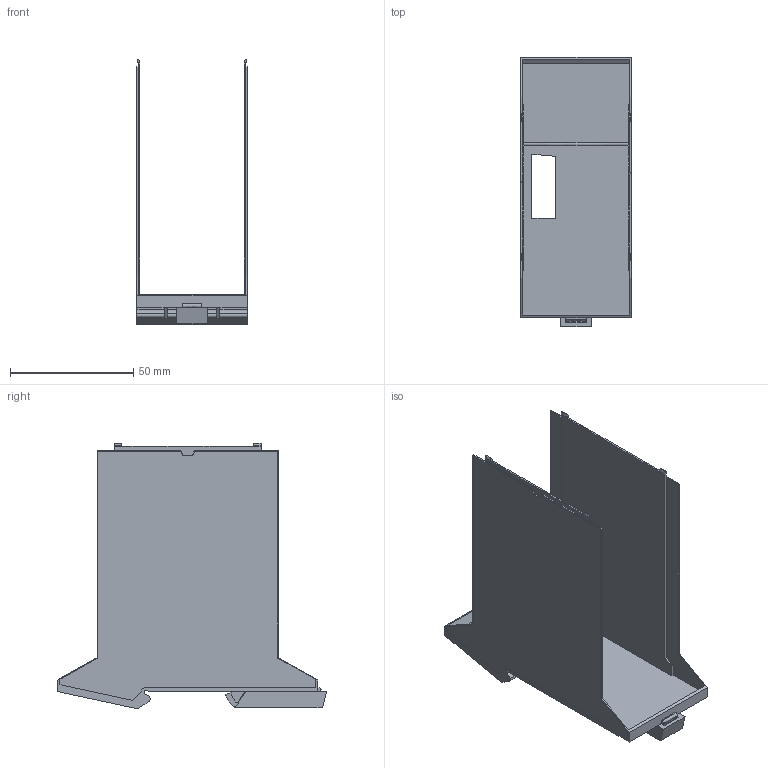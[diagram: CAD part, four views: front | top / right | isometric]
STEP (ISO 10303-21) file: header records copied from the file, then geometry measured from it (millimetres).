
FILE_DESCRIPTION(('CATIA V5R24 STEP','CAx-IF Rec.Pracs.--- Model Styling and Organization---1.2---2011-12-15'),'2;1');
FILE_NAME ('12302174_2_1413770000_S3D_CH20M45_B_BUS_GGY_BK.stp','2017-12-08T10:04:33+00:00',('none'),('Weidmueller'),'CATIA Version 5-6 Release 2014 SP4','CATIA V5 STEP AP214','none');
FILE_SCHEMA(('AUTOMOTIVE_DESIGN { 1 0 10303 214 1 1 1 1 }'));
Length unit declared in the file: millimetre
Products named in the file (1): 1413770000
Bounding box: 45 x 109.3 x 107.82 mm (x, y, z)
Volume: 32930.5 mm3; surface area: 43312 mm2
Topology: 2 solids, 2 shells, 170 faces, 572 edges, 411 vertices
Faces by surface type: plane 147, extrusion 12, cylinder 11
Entity records: 6388 total; most frequent: CARTESIAN_POINT 1385, ORIENTED_EDGE 1144, DIRECTION 770, EDGE_CURVE 572, VECTOR 497, LINE 485, VERTEX_POINT 411, EDGE_LOOP 177
